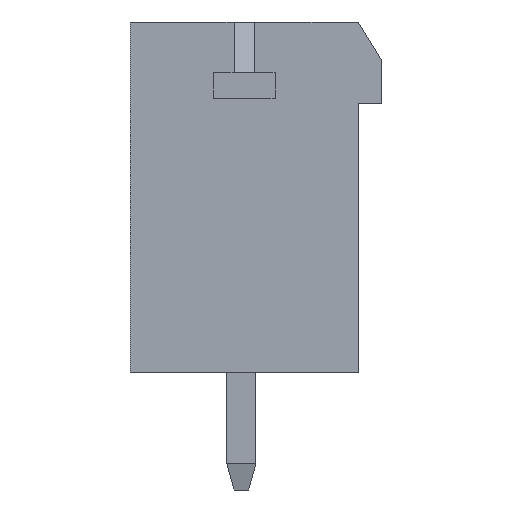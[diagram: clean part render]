
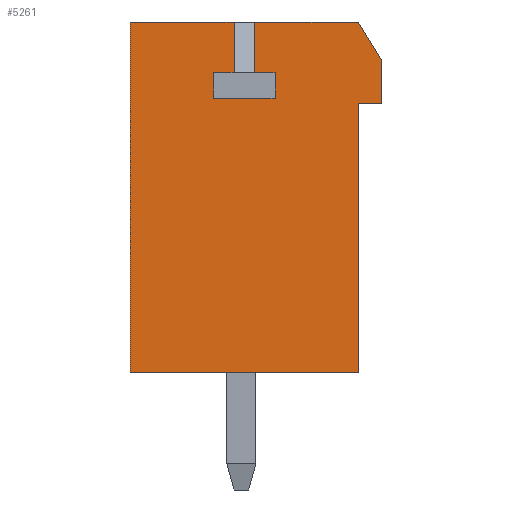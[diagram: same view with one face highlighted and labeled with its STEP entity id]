
A CAD part, left-side view. The second image highlights one B-rep face of the part: STEP entity #5261.
In plain terms, the highlighted planar face has unit normal (-1, 0, 0).
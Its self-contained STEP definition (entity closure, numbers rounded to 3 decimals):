
#124=ORIENTED_EDGE('',*,*,#1666,.T.);
#125=ORIENTED_EDGE('',*,*,#1667,.T.);
#126=ORIENTED_EDGE('',*,*,#1668,.T.);
#127=ORIENTED_EDGE('',*,*,#1669,.T.);
#128=ORIENTED_EDGE('',*,*,#1670,.T.);
#129=ORIENTED_EDGE('',*,*,#1671,.T.);
#130=ORIENTED_EDGE('',*,*,#1672,.T.);
#131=ORIENTED_EDGE('',*,*,#1673,.T.);
#132=ORIENTED_EDGE('',*,*,#1674,.T.);
#133=ORIENTED_EDGE('',*,*,#1675,.T.);
#134=ORIENTED_EDGE('',*,*,#1676,.T.);
#135=ORIENTED_EDGE('',*,*,#1677,.T.);
#136=ORIENTED_EDGE('',*,*,#1678,.T.);
#137=ORIENTED_EDGE('',*,*,#1679,.T.);
#138=ORIENTED_EDGE('',*,*,#1680,.T.);
#1666=EDGE_CURVE('',#2437,#2438,#2948,.T.);
#1667=EDGE_CURVE('',#2438,#2439,#2949,.T.);
#1668=EDGE_CURVE('',#2439,#2440,#2950,.T.);
#1669=EDGE_CURVE('',#2440,#2441,#2951,.T.);
#1670=EDGE_CURVE('',#2441,#2442,#2952,.T.);
#1671=EDGE_CURVE('',#2442,#2443,#2953,.T.);
#1672=EDGE_CURVE('',#2443,#2444,#2954,.T.);
#1673=EDGE_CURVE('',#2444,#2445,#2955,.T.);
#1674=EDGE_CURVE('',#2445,#2446,#2956,.T.);
#1675=EDGE_CURVE('',#2446,#2447,#2957,.T.);
#1676=EDGE_CURVE('',#2447,#2448,#2958,.T.);
#1677=EDGE_CURVE('',#2448,#2449,#2959,.T.);
#1678=EDGE_CURVE('',#2449,#2450,#2960,.T.);
#1679=EDGE_CURVE('',#2450,#2451,#2961,.T.);
#1680=EDGE_CURVE('',#2451,#2437,#2962,.T.);
#2437=VERTEX_POINT('',#7298);
#2438=VERTEX_POINT('',#7299);
#2439=VERTEX_POINT('',#7301);
#2440=VERTEX_POINT('',#7303);
#2441=VERTEX_POINT('',#7305);
#2442=VERTEX_POINT('',#7307);
#2443=VERTEX_POINT('',#7309);
#2444=VERTEX_POINT('',#7311);
#2445=VERTEX_POINT('',#7313);
#2446=VERTEX_POINT('',#7315);
#2447=VERTEX_POINT('',#7317);
#2448=VERTEX_POINT('',#7319);
#2449=VERTEX_POINT('',#7321);
#2450=VERTEX_POINT('',#7323);
#2451=VERTEX_POINT('',#7325);
#2948=LINE('',#7297,#3670);
#2949=LINE('',#7300,#3671);
#2950=LINE('',#7302,#3672);
#2951=LINE('',#7304,#3673);
#2952=LINE('',#7306,#3674);
#2953=LINE('',#7308,#3675);
#2954=LINE('',#7310,#3676);
#2955=LINE('',#7312,#3677);
#2956=LINE('',#7314,#3678);
#2957=LINE('',#7316,#3679);
#2958=LINE('',#7318,#3680);
#2959=LINE('',#7320,#3681);
#2960=LINE('',#7322,#3682);
#2961=LINE('',#7324,#3683);
#2962=LINE('',#7326,#3684);
#3670=VECTOR('',#5905,1000.);
#3671=VECTOR('',#5906,1000.);
#3672=VECTOR('',#5907,1000.);
#3673=VECTOR('',#5908,1000.);
#3674=VECTOR('',#5909,1000.);
#3675=VECTOR('',#5910,1000.);
#3676=VECTOR('',#5911,1000.);
#3677=VECTOR('',#5912,1000.);
#3678=VECTOR('',#5913,1000.);
#3679=VECTOR('',#5914,1000.);
#3680=VECTOR('',#5915,1000.);
#3681=VECTOR('',#5916,1000.);
#3682=VECTOR('',#5917,1000.);
#3683=VECTOR('',#5918,1000.);
#3684=VECTOR('',#5919,1000.);
#4392=EDGE_LOOP('',(#124,#125,#126,#127,#128,#129,#130,#131,#132,#133,#134,
#135,#136,#137,#138));
#4698=FACE_BOUND('',#4392,.T.);
#5004=PLANE('',#5566);
#5261=ADVANCED_FACE('',(#4698),#5004,.T.);
#5566=AXIS2_PLACEMENT_3D('',#7296,#5903,#5904);
#5903=DIRECTION('',(-1.,0.,0.));
#5904=DIRECTION('',(0.,0.,1.));
#5905=DIRECTION('',(0.,1.,0.));
#5906=DIRECTION('',(0.,0.,-1.));
#5907=DIRECTION('',(0.,-1.,0.));
#5908=DIRECTION('',(0.,0.,-1.));
#5909=DIRECTION('',(0.,1.,0.));
#5910=DIRECTION('',(0.,0.,1.));
#5911=DIRECTION('',(0.,-1.,0.));
#5912=DIRECTION('',(0.,0.,1.));
#5913=DIRECTION('',(0.,1.,0.));
#5914=DIRECTION('',(0.,0.,-1.));
#5915=DIRECTION('',(0.,-1.,0.));
#5916=DIRECTION('',(0.,0.,1.));
#5917=DIRECTION('',(0.,-1.,0.));
#5918=DIRECTION('',(0.,0.,1.));
#5919=DIRECTION('',(0.,0.524,0.852));
#7296=CARTESIAN_POINT('',(-18.78,0.,0.));
#7297=CARTESIAN_POINT('',(-18.78,-3.9,6.));
#7298=CARTESIAN_POINT('',(-18.78,-3.9,6.));
#7299=CARTESIAN_POINT('',(-18.78,-0.35,6.));
#7300=CARTESIAN_POINT('',(-18.78,-0.35,6.));
#7301=CARTESIAN_POINT('',(-18.78,-0.35,4.26));
#7302=CARTESIAN_POINT('',(-18.78,-0.35,4.26));
#7303=CARTESIAN_POINT('',(-18.78,-1.051,4.26));
#7304=CARTESIAN_POINT('',(-18.78,-1.051,4.26));
#7305=CARTESIAN_POINT('',(-18.78,-1.051,3.4));
#7306=CARTESIAN_POINT('',(-18.78,-1.051,3.4));
#7307=CARTESIAN_POINT('',(-18.78,1.051,3.4));
#7308=CARTESIAN_POINT('',(-18.78,1.051,3.4));
#7309=CARTESIAN_POINT('',(-18.78,1.051,4.26));
#7310=CARTESIAN_POINT('',(-18.78,1.051,4.26));
#7311=CARTESIAN_POINT('',(-18.78,0.35,4.26));
#7312=CARTESIAN_POINT('',(-18.78,0.35,4.26));
#7313=CARTESIAN_POINT('',(-18.78,0.35,6.));
#7314=CARTESIAN_POINT('',(-18.78,-3.9,6.));
#7315=CARTESIAN_POINT('',(-18.78,3.9,6.));
#7316=CARTESIAN_POINT('',(-18.78,3.9,6.));
#7317=CARTESIAN_POINT('',(-18.78,3.9,-6.));
#7318=CARTESIAN_POINT('',(-18.78,3.9,-6.));
#7319=CARTESIAN_POINT('',(-18.78,-3.9,-6.));
#7320=CARTESIAN_POINT('',(-18.78,-3.9,-6.));
#7321=CARTESIAN_POINT('',(-18.78,-3.9,3.2));
#7322=CARTESIAN_POINT('',(-18.78,-3.9,3.2));
#7323=CARTESIAN_POINT('',(-18.78,-4.7,3.2));
#7324=CARTESIAN_POINT('',(-18.78,-4.7,3.2));
#7325=CARTESIAN_POINT('',(-18.78,-4.7,4.7));
#7326=CARTESIAN_POINT('',(-18.78,-4.7,4.7));
